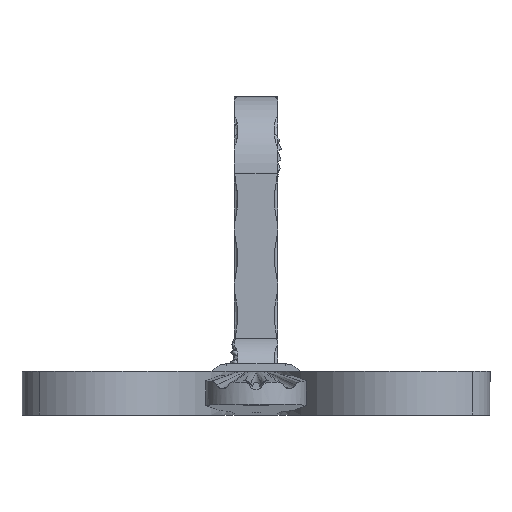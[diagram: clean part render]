
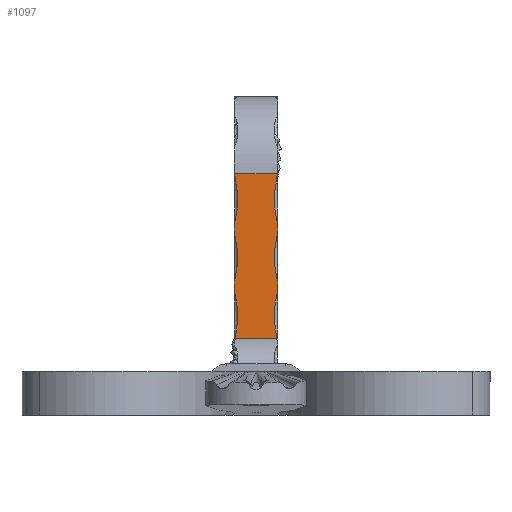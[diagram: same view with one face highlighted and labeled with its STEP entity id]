
A CAD part, front view. The second image highlights one B-rep face of the part: STEP entity #1097.
In plain terms, the highlighted planar face has unit normal (0, -1, 0).
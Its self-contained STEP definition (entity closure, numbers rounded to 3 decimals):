
#111 = CARTESIAN_POINT ( 'NONE',  ( 6., -6., 45.562 ) ) ;
#135 = CARTESIAN_POINT ( 'NONE',  ( 6., -6., 28.562 ) ) ;
#166 = EDGE_CURVE ( 'NONE', #4175, #2273, #10724, .T. ) ;
#464 = DIRECTION ( 'NONE',  ( 1., 0., 0. ) ) ;
#543 = CARTESIAN_POINT ( 'NONE',  ( 6., -6., 60. ) ) ;
#714 = CIRCLE ( 'NONE', #15718, 30. ) ;
#848 = CARTESIAN_POINT ( 'NONE',  ( 35.047, -6., 21.062 ) ) ;
#993 = CARTESIAN_POINT ( 'NONE',  ( -5.666, -6., 15. ) ) ;
#1097 = ADVANCED_FACE ( 'NONE', ( #4521 ), #18072, .T. ) ;
#1185 = EDGE_CURVE ( 'NONE', #10035, #10806, #714, .T. ) ;
#1246 = LINE ( 'NONE', #7187, #4865 ) ;
#1470 = CARTESIAN_POINT ( 'NONE',  ( -6., -6., 44.562 ) ) ;
#1488 = VERTEX_POINT ( 'NONE', #5208 ) ;
#1521 = ORIENTED_EDGE ( 'NONE', *, *, #7931, .T. ) ;
#1774 = CIRCLE ( 'NONE', #17383, 30. ) ;
#1871 = DIRECTION ( 'NONE',  ( -1., 0., 0. ) ) ;
#2157 = ORIENTED_EDGE ( 'NONE', *, *, #11814, .T. ) ;
#2182 = CARTESIAN_POINT ( 'NONE',  ( -6., -6., 60. ) ) ;
#2273 = VERTEX_POINT ( 'NONE', #8562 ) ;
#2283 = DIRECTION ( 'NONE',  ( 1., 0., 0. ) ) ;
#2365 = ORIENTED_EDGE ( 'NONE', *, *, #8937, .T. ) ;
#2411 = EDGE_CURVE ( 'NONE', #16429, #13398, #12807, .T. ) ;
#2691 = CARTESIAN_POINT ( 'NONE',  ( -6., -6., 28.562 ) ) ;
#2882 = LINE ( 'NONE', #2182, #13991 ) ;
#3192 = ORIENTED_EDGE ( 'NONE', *, *, #7041, .F. ) ;
#3270 = VECTOR ( 'NONE', #6244, 1000. ) ;
#3768 = VECTOR ( 'NONE', #10258, 1000. ) ;
#3801 = LINE ( 'NONE', #543, #18063 ) ;
#3904 = ORIENTED_EDGE ( 'NONE', *, *, #16546, .T. ) ;
#4175 = VERTEX_POINT ( 'NONE', #4576 ) ;
#4506 = VERTEX_POINT ( 'NONE', #111 ) ;
#4521 = FACE_OUTER_BOUND ( 'NONE', #8010, .T. ) ;
#4576 = CARTESIAN_POINT ( 'NONE',  ( -5.861, -6., 60. ) ) ;
#4865 = VECTOR ( 'NONE', #10020, 1000. ) ;
#5208 = CARTESIAN_POINT ( 'NONE',  ( 5.666, -6., 15. ) ) ;
#6244 = DIRECTION ( 'NONE',  ( -1., 0., 0. ) ) ;
#6418 = DIRECTION ( 'NONE',  ( 0., 1., 0. ) ) ;
#6613 = CARTESIAN_POINT ( 'NONE',  ( -6., -6., 29.562 ) ) ;
#6699 = DIRECTION ( 'NONE',  ( 1., 0., 0. ) ) ;
#6720 = DIRECTION ( 'NONE',  ( 0., 1., 0. ) ) ;
#6750 = CARTESIAN_POINT ( 'NONE',  ( -35.047, -6., 53.062 ) ) ;
#6989 = EDGE_CURVE ( 'NONE', #1488, #10806, #11713, .T. ) ;
#7041 = EDGE_CURVE ( 'NONE', #16429, #17535, #3801, .T. ) ;
#7084 = ORIENTED_EDGE ( 'NONE', *, *, #16280, .F. ) ;
#7187 = CARTESIAN_POINT ( 'NONE',  ( 6., -6., 60. ) ) ;
#7395 = ORIENTED_EDGE ( 'NONE', *, *, #6989, .F. ) ;
#7551 = LINE ( 'NONE', #15634, #3768 ) ;
#7869 = CARTESIAN_POINT ( 'NONE',  ( 6., -6., 44.562 ) ) ;
#7931 = EDGE_CURVE ( 'NONE', #4506, #15677, #8484, .T. ) ;
#8010 = EDGE_LOOP ( 'NONE', ( #2365, #17306, #7395, #2157, #3192, #15764, #7084, #1521, #10249, #11195, #17284, #3904 ) ) ;
#8032 = VECTOR ( 'NONE', #1871, 1000. ) ;
#8300 = CARTESIAN_POINT ( 'NONE',  ( -35.047, -6., 37.062 ) ) ;
#8484 = CIRCLE ( 'NONE', #16136, 30. ) ;
#8562 = CARTESIAN_POINT ( 'NONE',  ( -6., -6., 45.562 ) ) ;
#8937 = EDGE_CURVE ( 'NONE', #16514, #10035, #7551, .T. ) ;
#9025 = DIRECTION ( 'NONE',  ( 0., 1., 0. ) ) ;
#9041 = EDGE_CURVE ( 'NONE', #2273, #11431, #2882, .T. ) ;
#9718 = DIRECTION ( 'NONE',  ( 1., 0., 0. ) ) ;
#10020 = DIRECTION ( 'NONE',  ( 0., 0., -1. ) ) ;
#10035 = VERTEX_POINT ( 'NONE', #2691 ) ;
#10142 = CIRCLE ( 'NONE', #16812, 30. ) ;
#10249 = ORIENTED_EDGE ( 'NONE', *, *, #17966, .T. ) ;
#10258 = DIRECTION ( 'NONE',  ( 0., 0., -1. ) ) ;
#10359 = CARTESIAN_POINT ( 'NONE',  ( -6., -6., 15. ) ) ;
#10724 = CIRCLE ( 'NONE', #15476, 30. ) ;
#10764 = DIRECTION ( 'NONE',  ( 0., 1., 0. ) ) ;
#10806 = VERTEX_POINT ( 'NONE', #993 ) ;
#11195 = ORIENTED_EDGE ( 'NONE', *, *, #166, .T. ) ;
#11431 = VERTEX_POINT ( 'NONE', #1470 ) ;
#11713 = LINE ( 'NONE', #10359, #8032 ) ;
#11814 = EDGE_CURVE ( 'NONE', #1488, #17535, #1774, .T. ) ;
#11844 = DIRECTION ( 'NONE',  ( 0., 0., -1. ) ) ;
#12031 = DIRECTION ( 'NONE',  ( 0., 0., -1. ) ) ;
#12807 = CIRCLE ( 'NONE', #17763, 30. ) ;
#13152 = CARTESIAN_POINT ( 'NONE',  ( -6., -6., 60. ) ) ;
#13203 = CARTESIAN_POINT ( 'NONE',  ( 6., -6., 29.562 ) ) ;
#13398 = VERTEX_POINT ( 'NONE', #7869 ) ;
#13898 = AXIS2_PLACEMENT_3D ( 'NONE', #13978, #17732, #17044 ) ;
#13978 = CARTESIAN_POINT ( 'NONE',  ( -6., -6., 60. ) ) ;
#13991 = VECTOR ( 'NONE', #12031, 1000. ) ;
#14357 = LINE ( 'NONE', #13152, #3270 ) ;
#14663 = CARTESIAN_POINT ( 'NONE',  ( 35.047, -6., 53.062 ) ) ;
#15476 = AXIS2_PLACEMENT_3D ( 'NONE', #6750, #6720, #6699 ) ;
#15634 = CARTESIAN_POINT ( 'NONE',  ( -6., -6., 60. ) ) ;
#15677 = VERTEX_POINT ( 'NONE', #17261 ) ;
#15718 = AXIS2_PLACEMENT_3D ( 'NONE', #17185, #17350, #17556 ) ;
#15764 = ORIENTED_EDGE ( 'NONE', *, *, #2411, .T. ) ;
#16036 = DIRECTION ( 'NONE',  ( 1., 0., 0. ) ) ;
#16136 = AXIS2_PLACEMENT_3D ( 'NONE', #14663, #6418, #16036 ) ;
#16280 = EDGE_CURVE ( 'NONE', #4506, #13398, #1246, .T. ) ;
#16429 = VERTEX_POINT ( 'NONE', #13203 ) ;
#16514 = VERTEX_POINT ( 'NONE', #6613 ) ;
#16546 = EDGE_CURVE ( 'NONE', #11431, #16514, #10142, .T. ) ;
#16812 = AXIS2_PLACEMENT_3D ( 'NONE', #8300, #17824, #9718 ) ;
#17044 = DIRECTION ( 'NONE',  ( 1., 0., 0. ) ) ;
#17140 = CARTESIAN_POINT ( 'NONE',  ( 35.047, -6., 37.062 ) ) ;
#17185 = CARTESIAN_POINT ( 'NONE',  ( -35.047, -6., 21.062 ) ) ;
#17261 = CARTESIAN_POINT ( 'NONE',  ( 5.861, -6., 60. ) ) ;
#17284 = ORIENTED_EDGE ( 'NONE', *, *, #9041, .T. ) ;
#17306 = ORIENTED_EDGE ( 'NONE', *, *, #1185, .T. ) ;
#17350 = DIRECTION ( 'NONE',  ( 0., 1., 0. ) ) ;
#17383 = AXIS2_PLACEMENT_3D ( 'NONE', #848, #10764, #2283 ) ;
#17535 = VERTEX_POINT ( 'NONE', #135 ) ;
#17556 = DIRECTION ( 'NONE',  ( 1., 0., 0. ) ) ;
#17732 = DIRECTION ( 'NONE',  ( 0., -1., 0. ) ) ;
#17763 = AXIS2_PLACEMENT_3D ( 'NONE', #17140, #9025, #464 ) ;
#17824 = DIRECTION ( 'NONE',  ( 0., 1., 0. ) ) ;
#17966 = EDGE_CURVE ( 'NONE', #15677, #4175, #14357, .T. ) ;
#18063 = VECTOR ( 'NONE', #11844, 1000. ) ;
#18072 = PLANE ( 'NONE',  #13898 ) ;
